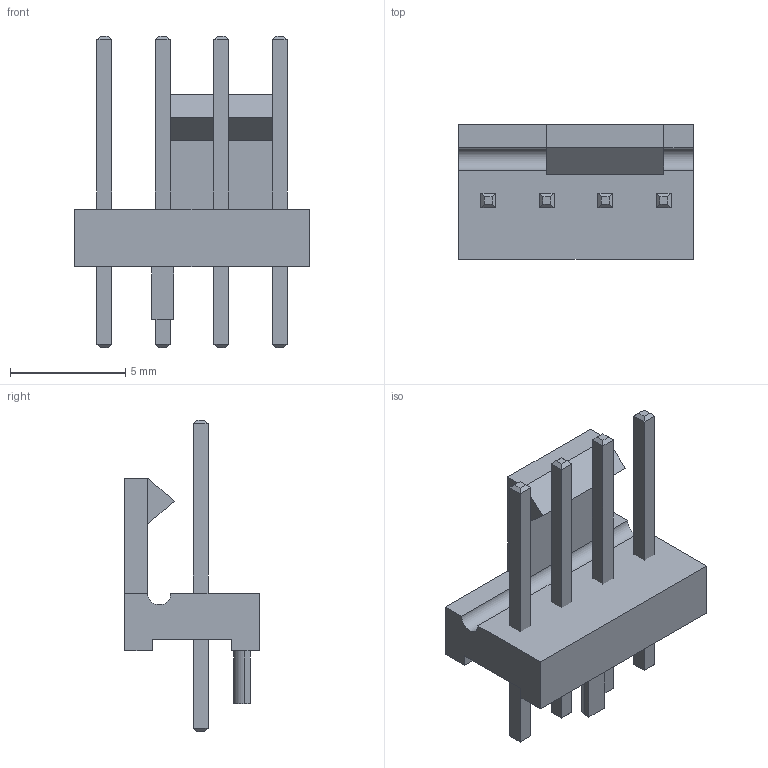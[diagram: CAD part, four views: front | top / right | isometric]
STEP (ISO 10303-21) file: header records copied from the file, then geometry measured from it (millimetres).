
FILE_DESCRIPTION(('FreeCAD Model'),'2;1');
FILE_NAME('Fan_Pin_Header_Straight_1x04.step','2016-10-28T09:05:28',('Author'),(''), 'Open CASCADE STEP processor 6.8','FreeCAD','Unknown');
FILE_SCHEMA(('AUTOMOTIVE_DESIGN_CC2 { 1 2 10303 214 -1 1 5 4 }'));
Length unit declared in the file: millimetre
Products named in the file (7): ASSEMBLY; Chamfer004; Chamfer005; Chamfer006; Chamfer007; Pad007; Pocket001
Assembly tree (6 placements, depth 2):
  ASSEMBLY
    Chamfer004
    Chamfer005
    Chamfer006
    Chamfer007
    Pad007
    Pocket001
Bounding box: 10.2 x 5.84 x 13.5 mm (x, y, z)
Volume: 181.9 mm3; surface area: 426.9 mm2
Topology: 6 solids, 6 shells, 84 faces, 176 edges, 104 vertices
Faces by surface type: plane 82, cylinder 2
Entity records: 4605 total; most frequent: CARTESIAN_POINT 747, DIRECTION 705, LINE 514, VECTOR 514, ORIENTED_EDGE 352, PCURVE 352, DEFINITIONAL_REPRESENTATION 352, EDGE_CURVE 176
